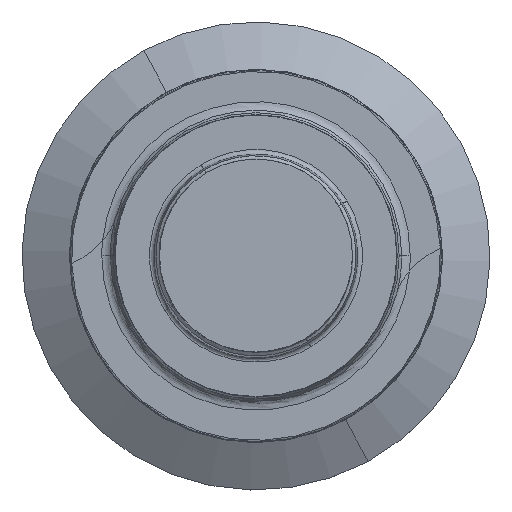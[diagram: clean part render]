
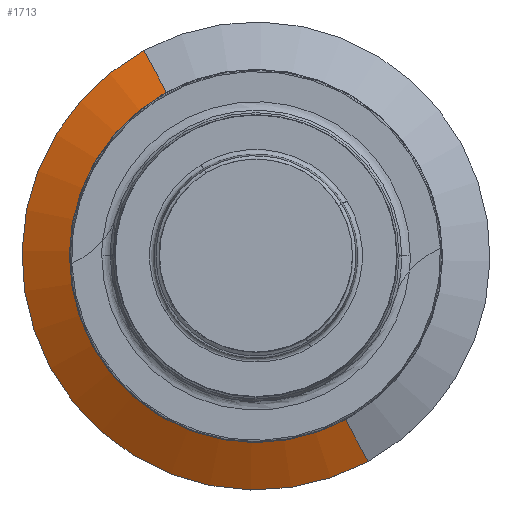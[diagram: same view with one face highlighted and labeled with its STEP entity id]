
A CAD part, top view. The second image highlights one B-rep face of the part: STEP entity #1713.
In plain terms, the highlighted face is a revolution surface.
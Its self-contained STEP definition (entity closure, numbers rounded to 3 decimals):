
#1605=AXIS2_PLACEMENT_3D('Circle Axis2P3D',#1603,#1604,$) ;
#1666=AXIS2_PLACEMENT_3D('Circle Axis2P3D',#1664,#1665,$) ;
#1603=CARTESIAN_POINT('Axis2P3D Location',(0.,0.,1.517)) ;
#1607=CARTESIAN_POINT('Vertex',(-4.781,8.751,1.517)) ;
#1609=CARTESIAN_POINT('Vertex',(4.781,-8.751,1.517)) ;
#1645=CARTESIAN_POINT('Control Point',(0.,7.948,2.696)) ;
#1646=CARTESIAN_POINT('Control Point',(0.,8.027,2.649)) ;
#1647=CARTESIAN_POINT('Control Point',(0.,8.106,2.601)) ;
#1648=CARTESIAN_POINT('Control Point',(0.,8.186,2.553)) ;
#1649=CARTESIAN_POINT('Control Point',(0.,8.505,2.363)) ;
#1650=CARTESIAN_POINT('Control Point',(0.,8.829,2.173)) ;
#1651=CARTESIAN_POINT('Control Point',(0.,9.075,2.03)) ;
#1652=CARTESIAN_POINT('Control Point',(0.,9.36,1.865)) ;
#1653=CARTESIAN_POINT('Control Point',(0.,9.646,1.702)) ;
#1654=CARTESIAN_POINT('Control Point',(0.,9.686,1.679)) ;
#1655=CARTESIAN_POINT('Control Point',(0.,9.768,1.632)) ;
#1656=CARTESIAN_POINT('Control Point',(0.,9.849,1.586)) ;
#1657=CARTESIAN_POINT('Control Point',(0.,9.89,1.563)) ;
#1658=CARTESIAN_POINT('Control Point',(0.,9.93,1.539)) ;
#1659=CARTESIAN_POINT('Control Point',(0.,9.971,1.516)) ;
#1660=CARTESIAN_POINT('Axis1P Location',(0.,0.,1.517)) ;
#1664=CARTESIAN_POINT('Axis2P3D Location',(0.,0.,2.696)) ;
#1668=CARTESIAN_POINT('Vertex',(-3.811,6.975,2.696)) ;
#1670=CARTESIAN_POINT('Vertex',(3.811,-6.975,2.696)) ;
#1674=CARTESIAN_POINT('Control Point',(-3.811,6.975,2.696)) ;
#1675=CARTESIAN_POINT('Control Point',(-3.848,7.044,2.649)) ;
#1676=CARTESIAN_POINT('Control Point',(-3.886,7.113,2.601)) ;
#1677=CARTESIAN_POINT('Control Point',(-3.924,7.184,2.553)) ;
#1678=CARTESIAN_POINT('Control Point',(-4.077,7.464,2.363)) ;
#1679=CARTESIAN_POINT('Control Point',(-4.233,7.749,2.173)) ;
#1680=CARTESIAN_POINT('Control Point',(-4.351,7.964,2.03)) ;
#1681=CARTESIAN_POINT('Control Point',(-4.488,8.214,1.865)) ;
#1682=CARTESIAN_POINT('Control Point',(-4.624,8.465,1.702)) ;
#1683=CARTESIAN_POINT('Control Point',(-4.644,8.501,1.679)) ;
#1684=CARTESIAN_POINT('Control Point',(-4.683,8.572,1.632)) ;
#1685=CARTESIAN_POINT('Control Point',(-4.722,8.643,1.586)) ;
#1686=CARTESIAN_POINT('Control Point',(-4.741,8.679,1.563)) ;
#1687=CARTESIAN_POINT('Control Point',(-4.761,8.715,1.539)) ;
#1688=CARTESIAN_POINT('Control Point',(-4.78,8.75,1.516)) ;
#1691=CARTESIAN_POINT('Control Point',(3.811,-6.975,2.696)) ;
#1692=CARTESIAN_POINT('Control Point',(3.848,-7.044,2.649)) ;
#1693=CARTESIAN_POINT('Control Point',(3.886,-7.113,2.601)) ;
#1694=CARTESIAN_POINT('Control Point',(3.924,-7.184,2.553)) ;
#1695=CARTESIAN_POINT('Control Point',(4.077,-7.464,2.363)) ;
#1696=CARTESIAN_POINT('Control Point',(4.233,-7.749,2.173)) ;
#1697=CARTESIAN_POINT('Control Point',(4.351,-7.964,2.03)) ;
#1698=CARTESIAN_POINT('Control Point',(4.488,-8.214,1.865)) ;
#1699=CARTESIAN_POINT('Control Point',(4.624,-8.465,1.702)) ;
#1700=CARTESIAN_POINT('Control Point',(4.644,-8.501,1.679)) ;
#1701=CARTESIAN_POINT('Control Point',(4.683,-8.572,1.632)) ;
#1702=CARTESIAN_POINT('Control Point',(4.722,-8.643,1.586)) ;
#1703=CARTESIAN_POINT('Control Point',(4.741,-8.679,1.563)) ;
#1704=CARTESIAN_POINT('Control Point',(4.761,-8.715,1.539)) ;
#1705=CARTESIAN_POINT('Control Point',(4.78,-8.75,1.516)) ;
#1604=DIRECTION('Axis2P3D Direction',(0.,0.,1.)) ;
#1661=DIRECTION('Axis1P Direction',(0.,0.,1.)) ;
#1665=DIRECTION('Axis2P3D Direction',(0.,0.,1.)) ;
#1662=AXIS1_PLACEMENT('Revolution Surface Axis1P',#1660,#1661) ;
#1708=ORIENTED_EDGE('',*,*,#1672,.F.) ;
#1709=ORIENTED_EDGE('',*,*,#1689,.T.) ;
#1710=ORIENTED_EDGE('',*,*,#1611,.T.) ;
#1711=ORIENTED_EDGE('',*,*,#1706,.F.) ;
#1713=ADVANCED_FACE('CUT',(#1712),#1663,.F.) ;
#1644=B_SPLINE_CURVE_WITH_KNOTS('',5,(#1645,#1646,#1647,#1648,#1649,#1650,#1651,#1652,#1653,#1654,#1655,#1656,#1657,#1658,#1659),.UNSPECIFIED.,.F.,.U.,(6,3,3,3,6),(0.,0.469,1.874,2.108,2.342),.UNSPECIFIED.) ;
#1673=B_SPLINE_CURVE_WITH_KNOTS('',5,(#1674,#1675,#1676,#1677,#1678,#1679,#1680,#1681,#1682,#1683,#1684,#1685,#1686,#1687,#1688),.UNSPECIFIED.,.F.,.U.,(6,3,3,3,6),(0.,0.469,1.874,2.108,2.342),.UNSPECIFIED.) ;
#1690=B_SPLINE_CURVE_WITH_KNOTS('',5,(#1691,#1692,#1693,#1694,#1695,#1696,#1697,#1698,#1699,#1700,#1701,#1702,#1703,#1704,#1705),.UNSPECIFIED.,.F.,.U.,(6,3,3,3,6),(0.,0.469,1.874,2.108,2.342),.UNSPECIFIED.) ;
#1606=CIRCLE('generated circle',#1605,9.972) ;
#1667=CIRCLE('generated circle',#1666,7.948) ;
#1611=EDGE_CURVE('',#1608,#1610,#1606,.T.) ;
#1672=EDGE_CURVE('',#1669,#1671,#1667,.T.) ;
#1689=EDGE_CURVE('',#1669,#1608,#1673,.T.) ;
#1706=EDGE_CURVE('',#1671,#1610,#1690,.T.) ;
#1707=EDGE_LOOP('',(#1708,#1709,#1710,#1711)) ;
#1712=FACE_OUTER_BOUND('',#1707,.T.) ;
#1663=SURFACE_OF_REVOLUTION('Surface of Revolution',#1644,#1662) ;
#1608=VERTEX_POINT('',#1607) ;
#1610=VERTEX_POINT('',#1609) ;
#1669=VERTEX_POINT('',#1668) ;
#1671=VERTEX_POINT('',#1670) ;
